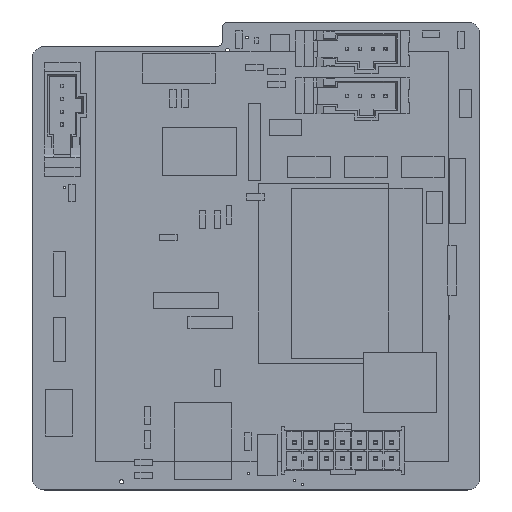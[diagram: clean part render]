
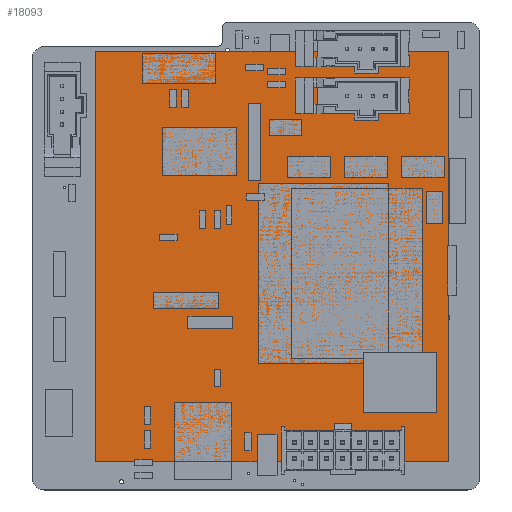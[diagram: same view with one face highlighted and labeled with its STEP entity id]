
A CAD part, top view. The second image highlights one B-rep face of the part: STEP entity #18093.
In plain terms, the highlighted planar face has unit normal (0, 0, 1).
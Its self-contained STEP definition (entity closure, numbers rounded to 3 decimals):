
#1112=PLANE('',#19748);
#1986=FACE_OUTER_BOUND('',#3240,.T.);
#3240=EDGE_LOOP('',(#14453,#14454,#14455,#14456));
#4499=LINE('',#27564,#6482);
#4502=LINE('',#27570,#6485);
#4505=LINE('',#27576,#6488);
#4508=LINE('',#27580,#6491);
#6482=VECTOR('',#22901,10.);
#6485=VECTOR('',#22906,10.);
#6488=VECTOR('',#22911,10.);
#6491=VECTOR('',#22916,10.);
#8808=VERTEX_POINT('',#27561);
#8809=VERTEX_POINT('',#27563);
#8811=VERTEX_POINT('',#27569);
#8813=VERTEX_POINT('',#27575);
#10809=EDGE_CURVE('',#8809,#8808,#4499,.T.);
#10812=EDGE_CURVE('',#8811,#8809,#4502,.T.);
#10815=EDGE_CURVE('',#8813,#8811,#4505,.T.);
#10818=EDGE_CURVE('',#8808,#8813,#4508,.T.);
#14453=ORIENTED_EDGE('',*,*,#10818,.T.);
#14454=ORIENTED_EDGE('',*,*,#10815,.T.);
#14455=ORIENTED_EDGE('',*,*,#10812,.T.);
#14456=ORIENTED_EDGE('',*,*,#10809,.T.);
#18093=ADVANCED_FACE('',(#1986),#1112,.T.);
#19748=AXIS2_PLACEMENT_3D('',#27581,#22917,#22918);
#22901=DIRECTION('',(-1.,0.,0.));
#22906=DIRECTION('',(0.,1.,0.));
#22911=DIRECTION('',(1.,0.,0.));
#22916=DIRECTION('',(0.,-1.,0.));
#22917=DIRECTION('center_axis',(0.,0.,1.));
#22918=DIRECTION('ref_axis',(1.,0.,0.));
#27561=CARTESIAN_POINT('',(0.452,55.5,0.1));
#27563=CARTESIAN_POINT('',(64.5,55.5,0.1));
#27564=CARTESIAN_POINT('',(64.5,55.5,0.1));
#27569=CARTESIAN_POINT('',(64.5,0.452,0.1));
#27570=CARTESIAN_POINT('',(64.5,0.452,0.1));
#27575=CARTESIAN_POINT('',(0.452,0.452,0.1));
#27576=CARTESIAN_POINT('',(0.452,0.452,0.1));
#27580=CARTESIAN_POINT('',(0.452,55.5,0.1));
#27581=CARTESIAN_POINT('Origin',(32.476,27.976,0.1));
